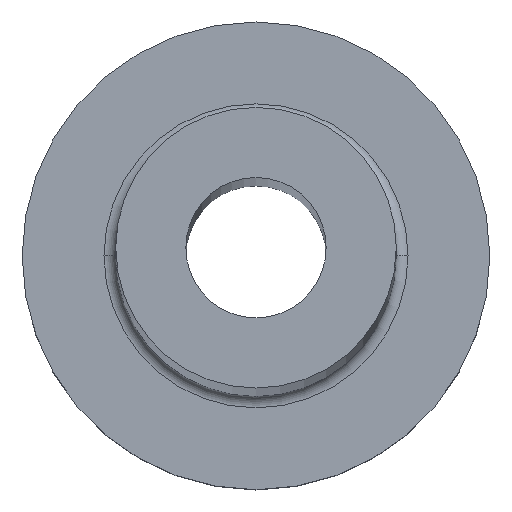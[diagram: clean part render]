
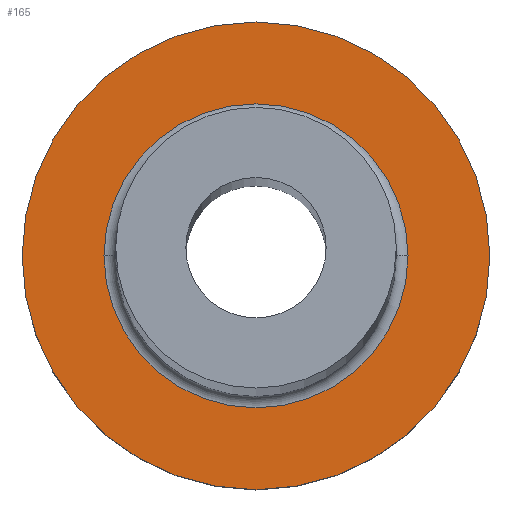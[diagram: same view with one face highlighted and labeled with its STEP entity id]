
A CAD part, top view. The second image highlights one B-rep face of the part: STEP entity #165.
In plain terms, the highlighted planar face has unit normal (0, 0, 1).
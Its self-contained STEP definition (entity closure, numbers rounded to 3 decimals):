
#8 = FACE_BOUND ( 'NONE', #145, .T. ) ;
#30 = DIRECTION ( 'NONE',  ( 0., 0., -1. ) ) ;
#45 = EDGE_CURVE ( 'NONE', #126, #376, #256, .T. ) ;
#47 = EDGE_LOOP ( 'NONE', ( #274, #309 ) ) ;
#48 = CIRCLE ( 'NONE', #377, 6.5 ) ;
#51 = EDGE_CURVE ( 'NONE', #120, #77, #188, .T. ) ;
#67 = CARTESIAN_POINT ( 'NONE',  ( -10., 0., 7. ) ) ;
#77 = VERTEX_POINT ( 'NONE', #373 ) ;
#78 = DIRECTION ( 'NONE',  ( 1., 0., 0. ) ) ;
#89 = DIRECTION ( 'NONE',  ( 0., 0., 1. ) ) ;
#90 = CARTESIAN_POINT ( 'NONE',  ( 10., 0., 7. ) ) ;
#94 = AXIS2_PLACEMENT_3D ( 'NONE', #354, #89, #290 ) ;
#102 = ORIENTED_EDGE ( 'NONE', *, *, #51, .T. ) ;
#120 = VERTEX_POINT ( 'NONE', #175 ) ;
#126 = VERTEX_POINT ( 'NONE', #67 ) ;
#131 = DIRECTION ( 'NONE',  ( 0., 0., 1. ) ) ;
#139 = CARTESIAN_POINT ( 'NONE',  ( 0., 0., 7. ) ) ;
#145 = EDGE_LOOP ( 'NONE', ( #102, #265 ) ) ;
#150 = EDGE_CURVE ( 'NONE', #77, #120, #48, .T. ) ;
#151 = AXIS2_PLACEMENT_3D ( 'NONE', #364, #153, #78 ) ;
#153 = DIRECTION ( 'NONE',  ( 0., 0., 1. ) ) ;
#165 = ADVANCED_FACE ( 'NONE', ( #8, #210 ), #246, .T. ) ;
#175 = CARTESIAN_POINT ( 'NONE',  ( 6.5, 0., 7. ) ) ;
#180 = DIRECTION ( 'NONE',  ( 1., 0., 0. ) ) ;
#188 = CIRCLE ( 'NONE', #232, 6.5 ) ;
#204 = DIRECTION ( 'NONE',  ( 1., 0., 0. ) ) ;
#210 = FACE_OUTER_BOUND ( 'NONE', #47, .T. ) ;
#232 = AXIS2_PLACEMENT_3D ( 'NONE', #139, #30, #204 ) ;
#246 = PLANE ( 'NONE',  #151 ) ;
#256 = CIRCLE ( 'NONE', #94, 10. ) ;
#263 = CARTESIAN_POINT ( 'NONE',  ( 0., 0., 7. ) ) ;
#264 = CIRCLE ( 'NONE', #304, 10. ) ;
#265 = ORIENTED_EDGE ( 'NONE', *, *, #150, .T. ) ;
#274 = ORIENTED_EDGE ( 'NONE', *, *, #45, .T. ) ;
#281 = CARTESIAN_POINT ( 'NONE',  ( 0., 0., 7. ) ) ;
#284 = EDGE_CURVE ( 'NONE', #376, #126, #264, .T. ) ;
#290 = DIRECTION ( 'NONE',  ( 1., 0., 0. ) ) ;
#304 = AXIS2_PLACEMENT_3D ( 'NONE', #281, #131, #375 ) ;
#309 = ORIENTED_EDGE ( 'NONE', *, *, #284, .T. ) ;
#354 = CARTESIAN_POINT ( 'NONE',  ( 0., 0., 7. ) ) ;
#364 = CARTESIAN_POINT ( 'NONE',  ( 0., 0., 7. ) ) ;
#366 = DIRECTION ( 'NONE',  ( 0., 0., -1. ) ) ;
#373 = CARTESIAN_POINT ( 'NONE',  ( -6.5, 0., 7. ) ) ;
#375 = DIRECTION ( 'NONE',  ( 1., 0., 0. ) ) ;
#376 = VERTEX_POINT ( 'NONE', #90 ) ;
#377 = AXIS2_PLACEMENT_3D ( 'NONE', #263, #366, #180 ) ;
